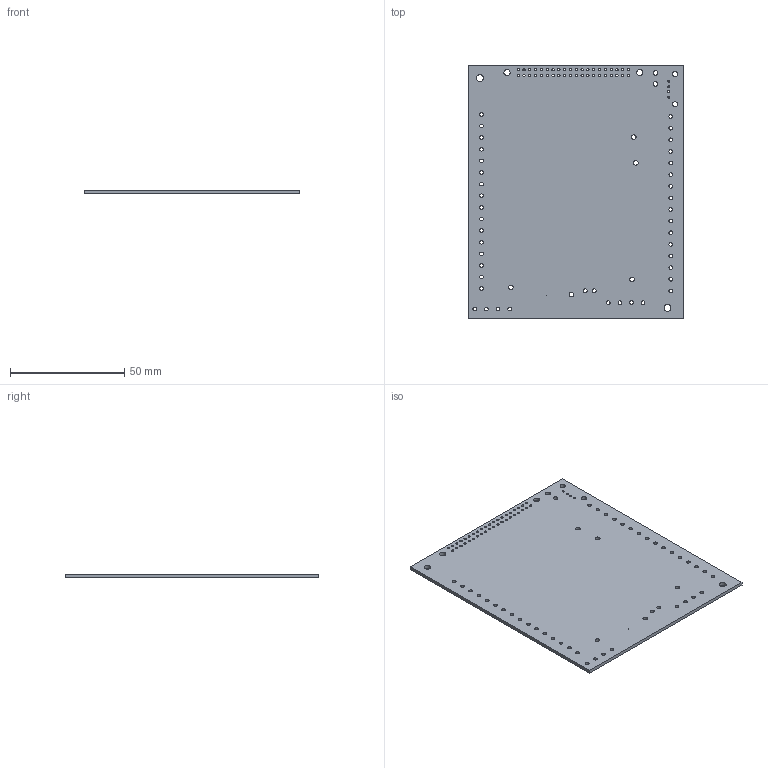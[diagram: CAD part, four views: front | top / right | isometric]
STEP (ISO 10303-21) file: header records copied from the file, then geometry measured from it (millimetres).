
FILE_DESCRIPTION(('KiCad electronic assembly'),'2;1');
FILE_NAME('DAQ.step','2025-12-01T19:53:56',('Pcbnew'),('Kicad'), 'Open CASCADE STEP processor 7.9','KiCad to STEP converter','Unknown' );
FILE_SCHEMA(('AUTOMOTIVE_DESIGN { 1 0 10303 214 1 1 1 1 }'));
Length unit declared in the file: millimetre
Products named in the file (2): DAQ 1; DAQ_PCB
Assembly tree (1 placements, depth 2):
  DAQ 1
    DAQ_PCB
Bounding box: 94.23 x 111 x 1.51 mm (x, y, z)
Volume: 15529.4 mm3; surface area: 21859.8 mm2
Topology: 1 solids, 1 shells, 106 faces, 312 edges, 208 vertices
Faces by surface type: cylinder 100, plane 6
Full cylindrical faces by diameter (mm): 0.3 x1, 0.92 x4, 1 x40, 1.6 x40, 1.753 x2, 2 x7, 2.26 x2, 2.75 x2, 3 x2
Entity records: 4093 total; most frequent: DIRECTION 728, CARTESIAN_POINT 628, ORIENTED_EDGE 624, EDGE_CURVE 312, AXIS2_PLACEMENT_3D 308, FACE_BOUND 306, EDGE_LOOP 306, VERTEX_POINT 208
